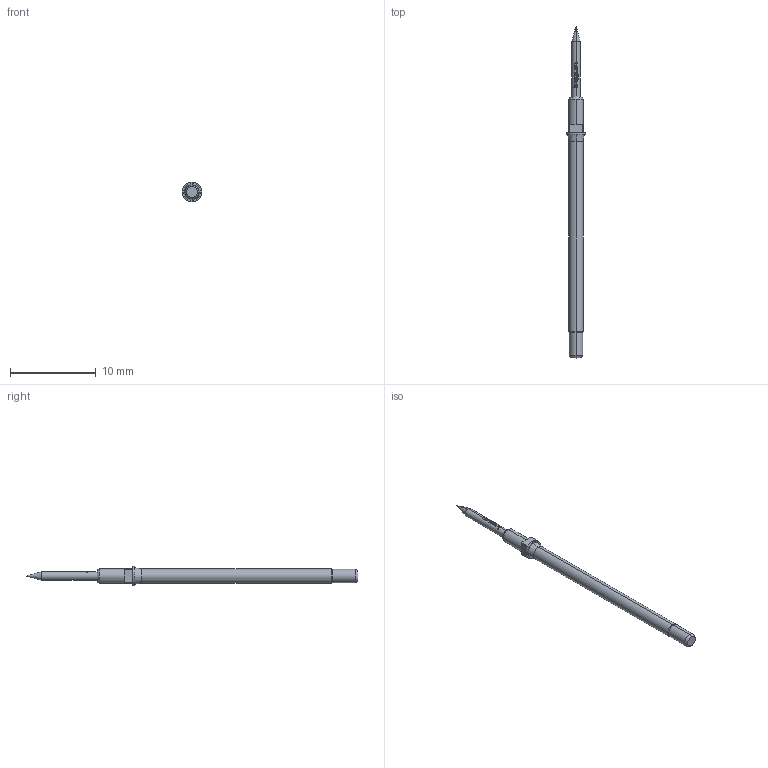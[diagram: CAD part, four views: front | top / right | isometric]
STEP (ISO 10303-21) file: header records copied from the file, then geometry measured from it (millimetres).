
FILE_DESCRIPTION (( 'STEP AP203' ), '1' );
FILE_NAME ('INGUN_GKS-112_201_100_X_xx05_M_1.STEP', '2017-03-15T10:25:02', ( '' ), ( '' ), 'SwSTEP 2.0', 'SolidWorks 2016', '' );
FILE_SCHEMA (( 'CONFIG_CONTROL_DESIGN' ));
Length unit declared in the file: millimetre
Products named in the file (2): INGUN_GKS-112_201_100_X_xx05_M_1
Bounding box: 2.3 x 38.8 x 2.3 mm (x, y, z)
Volume: 72 mm3; surface area: 189 mm2
Topology: 1 solids, 1 shells, 107 faces, 291 edges, 187 vertices
Faces by surface type: plane 55, bspline 22, cylinder 20, cone 8, torus 2
Entity records: 3780 total; most frequent: CARTESIAN_POINT 1085, ORIENTED_EDGE 578, DIRECTION 473, EDGE_CURVE 289, VERTEX_POINT 187, AXIS2_PLACEMENT_3D 183, EDGE_LOOP 110, ADVANCED_FACE 107
